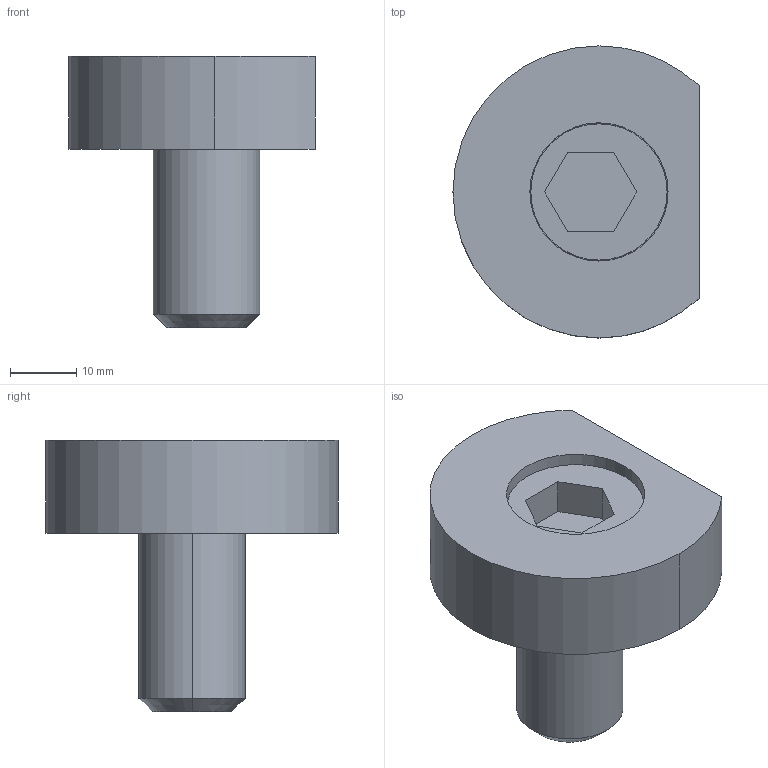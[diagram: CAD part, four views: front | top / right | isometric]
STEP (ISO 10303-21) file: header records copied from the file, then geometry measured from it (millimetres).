
FILE_DESCRIPTION (( 'STEP AP203' ), '1' );
FILE_NAME ('mbfcs16.STEP', '2019-12-04T04:51:57', ( '' ), ( '' ), 'SwSTEP 2.0', 'SolidWorks 2018', '' );
FILE_SCHEMA (( 'CONFIG_CONTROL_DESIGN' ));
Length unit declared in the file: millimetre
Products named in the file (3): mbfcs16_01; mbfcs16_02; mbfcs16
Assembly tree (2 placements, depth 2):
  mbfcs16
    mbfcs16_01
    mbfcs16_02
Bounding box: 37.03 x 43.94 x 40.8 mm (x, y, z)
Volume: 22660.7 mm3; surface area: 7817.4 mm2
Topology: 2 solids, 2 shells, 27 faces, 58 edges, 38 vertices
Faces by surface type: plane 14, cylinder 11, cone 2
Entity records: 1049 total; most frequent: DIRECTION 146, CARTESIAN_POINT 128, ORIENTED_EDGE 116, EDGE_CURVE 58, AXIS2_PLACEMENT_3D 56, VERTEX_POINT 38, LINE 34, VECTOR 34
